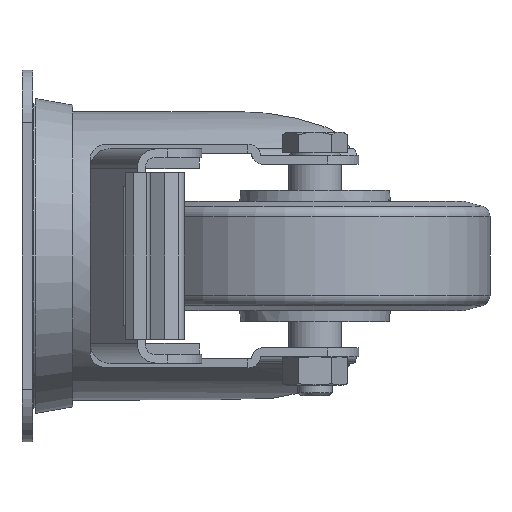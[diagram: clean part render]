
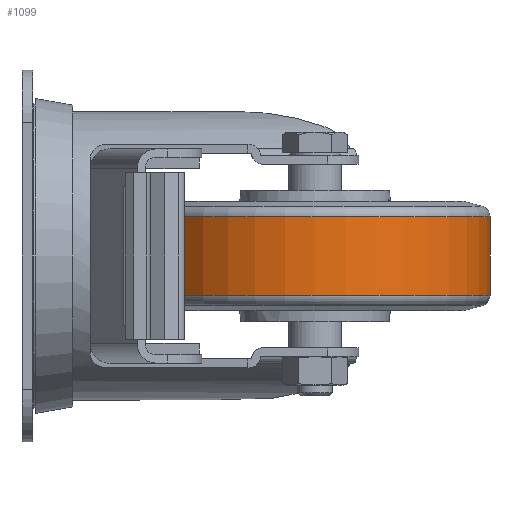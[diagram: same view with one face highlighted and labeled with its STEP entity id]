
A CAD part, left-side view. The second image highlights one B-rep face of the part: STEP entity #1099.
In plain terms, the highlighted cylindrical face has radius 40 mm (diameter 80 mm), a full revolution.
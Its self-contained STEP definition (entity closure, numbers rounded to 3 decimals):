
#1099 = ADVANCED_FACE( '', ( #2277, #2278 ), #2279, .T. );
#2277 = FACE_OUTER_BOUND( '', #3567, .T. );
#2278 = FACE_OUTER_BOUND( '', #3568, .T. );
#2279 = CYLINDRICAL_SURFACE( '', #3569, 40. );
#3567 = EDGE_LOOP( '', ( #6268 ) );
#3568 = EDGE_LOOP( '', ( #6269 ) );
#3569 = AXIS2_PLACEMENT_3D( '', #6270, #6271, #6272 );
#6268 = ORIENTED_EDGE( '', *, *, #7676, .T. );
#6269 = ORIENTED_EDGE( '', *, *, #7783, .F. );
#6270 = CARTESIAN_POINT( '', ( 30., 0., 0. ) );
#6271 = DIRECTION( '', ( -1., 0., 0. ) );
#6272 = DIRECTION( '', ( 0., 0., -1. ) );
#7676 = EDGE_CURVE( '', #9171, #9171, #9172, .T. );
#7783 = EDGE_CURVE( '', #9347, #9347, #9348, .T. );
#9171 = VERTEX_POINT( '', #11414 );
#9172 = CIRCLE( '', #11415, 40. );
#9347 = VERTEX_POINT( '', #11801 );
#9348 = CIRCLE( '', #11802, 40. );
#11414 = CARTESIAN_POINT( '', ( 6.026, 0., -40. ) );
#11415 = AXIS2_PLACEMENT_3D( '', #14254, #14255, #14256 );
#11801 = CARTESIAN_POINT( '', ( 23.974, 0., -40. ) );
#11802 = AXIS2_PLACEMENT_3D( '', #14368, #14369, #14370 );
#14254 = CARTESIAN_POINT( '', ( 6.026, 0., 0. ) );
#14255 = DIRECTION( '', ( 1., 0., 0. ) );
#14256 = DIRECTION( '', ( 0., 0., -1. ) );
#14368 = CARTESIAN_POINT( '', ( 23.974, 0., 0. ) );
#14369 = DIRECTION( '', ( 1., 0., 0. ) );
#14370 = DIRECTION( '', ( 0., 0., -1. ) );
